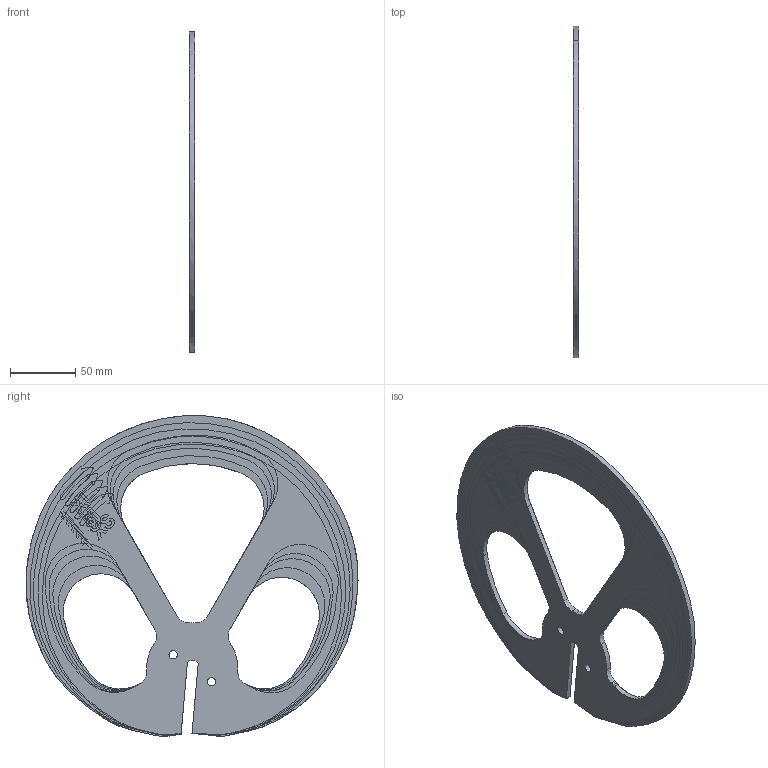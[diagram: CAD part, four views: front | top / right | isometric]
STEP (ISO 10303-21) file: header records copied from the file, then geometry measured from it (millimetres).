
FILE_DESCRIPTION(/* description */ (''),/* implementation_level */ '2;1');
FILE_NAME(/* name */ 'Levas_1_1.step',/* time_stamp */ '2020-04-08T23:37:05+02:00',/* author */ (''),/* organization */ (''),/* preprocessor_version */ 'ST-DEVELOPER v18',/* originating_system */ 'Autodesk Translation Framework v8.12.0.6',/* authorisation */ '');
FILE_SCHEMA (('AUTOMOTIVE_DESIGN { 1 0 10303 214 3 1 1 }'));
Length unit declared in the file: millimetre
Products named in the file (1): Levas NEW SET1
Bounding box: 4 x 254.93 x 246.31 mm (x, y, z)
Surface area: 268854.1 mm2
Topology: 5 solids, 5 shells, 365 faces, 1065 edges, 710 vertices
Faces by surface type: plane 148, bspline 127, cylinder 90
Full cylindrical faces by diameter (mm): 6.4 x10
Entity records: 19364 total; most frequent: CARTESIAN_POINT 10368, ORIENTED_EDGE 2130, DIRECTION 1399, EDGE_CURVE 1065, VERTEX_POINT 710, LINE 561, VECTOR 561, EDGE_LOOP 449
